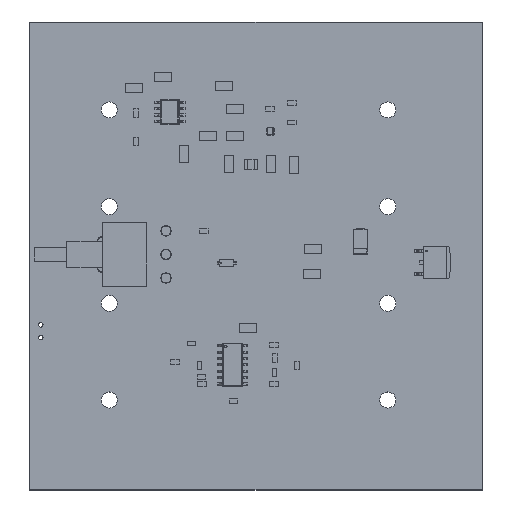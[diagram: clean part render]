
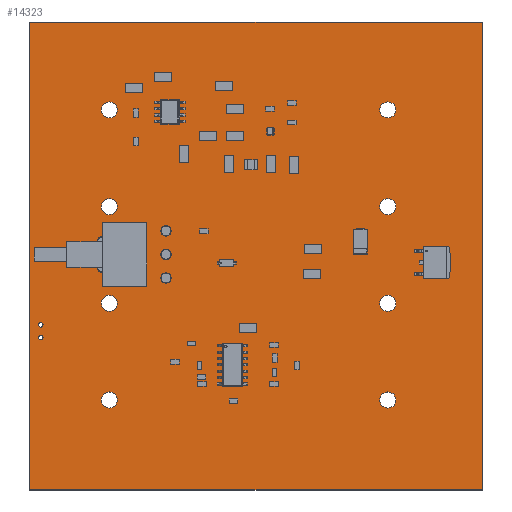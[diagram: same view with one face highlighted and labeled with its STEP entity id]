
A CAD part, top view. The second image highlights one B-rep face of the part: STEP entity #14323.
In plain terms, the highlighted planar face has unit normal (0, 0, 1).
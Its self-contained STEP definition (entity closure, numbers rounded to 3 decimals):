
#13654 = VERTEX_POINT('',#13655);
#13655 = CARTESIAN_POINT('',(0.,-90.373,0.));
#13661 = EDGE_CURVE('',#13654,#13662,#13664,.T.);
#13662 = VERTEX_POINT('',#13663);
#13663 = CARTESIAN_POINT('',(90.348,-90.373,0.));
#13664 = LINE('',#13665,#13666);
#13665 = CARTESIAN_POINT('',(0.,-90.373,0.));
#13666 = VECTOR('',#13667,1.);
#13667 = DIRECTION('',(1.,0.,0.));
#13692 = EDGE_CURVE('',#13662,#13693,#13695,.T.);
#13693 = VERTEX_POINT('',#13694);
#13694 = CARTESIAN_POINT('',(90.348,3.048,0.));
#13695 = LINE('',#13696,#13697);
#13696 = CARTESIAN_POINT('',(90.348,-90.373,0.));
#13697 = VECTOR('',#13698,1.);
#13698 = DIRECTION('',(0.,1.,0.));
#13723 = EDGE_CURVE('',#13693,#13724,#13726,.T.);
#13724 = VERTEX_POINT('',#13725);
#13725 = CARTESIAN_POINT('',(0.,3.048,0.));
#13726 = LINE('',#13727,#13728);
#13727 = CARTESIAN_POINT('',(90.348,3.048,0.));
#13728 = VECTOR('',#13729,1.);
#13729 = DIRECTION('',(-1.,0.,0.));
#13754 = EDGE_CURVE('',#13724,#13654,#13755,.T.);
#13755 = LINE('',#13756,#13757);
#13756 = CARTESIAN_POINT('',(0.,3.048,0.));
#13757 = VECTOR('',#13758,1.);
#13758 = DIRECTION('',(0.,-1.,0.));
#13778 = VERTEX_POINT('',#13779);
#13779 = CARTESIAN_POINT('',(2.66,-57.404,0.));
#13785 = EDGE_CURVE('',#13778,#13778,#13786,.T.);
#13786 = CIRCLE('',#13787,0.45);
#13787 = AXIS2_PLACEMENT_3D('',#13788,#13789,#13790);
#13788 = CARTESIAN_POINT('',(2.21,-57.404,0.));
#13789 = DIRECTION('',(0.,0.,1.));
#13790 = DIRECTION('',(1.,0.,0.));
#13811 = VERTEX_POINT('',#13812);
#13812 = CARTESIAN_POINT('',(17.491,-72.411,0.));
#13818 = EDGE_CURVE('',#13811,#13811,#13819,.T.);
#13819 = CIRCLE('',#13820,1.6);
#13820 = AXIS2_PLACEMENT_3D('',#13821,#13822,#13823);
#13821 = CARTESIAN_POINT('',(15.891,-72.411,0.));
#13822 = DIRECTION('',(0.,0.,1.));
#13823 = DIRECTION('',(1.,0.,0.));
#13844 = VERTEX_POINT('',#13845);
#13845 = CARTESIAN_POINT('',(2.66,-59.944,0.));
#13851 = EDGE_CURVE('',#13844,#13844,#13852,.T.);
#13852 = CIRCLE('',#13853,0.45);
#13853 = AXIS2_PLACEMENT_3D('',#13854,#13855,#13856);
#13854 = CARTESIAN_POINT('',(2.21,-59.944,0.));
#13855 = DIRECTION('',(0.,0.,1.));
#13856 = DIRECTION('',(1.,0.,0.));
#13877 = VERTEX_POINT('',#13878);
#13878 = CARTESIAN_POINT('',(15.553,-45.898,0.));
#13884 = EDGE_CURVE('',#13877,#13877,#13885,.T.);
#13885 = CIRCLE('',#13886,1.05);
#13886 = AXIS2_PLACEMENT_3D('',#13887,#13888,#13889);
#13887 = CARTESIAN_POINT('',(14.503,-45.898,0.));
#13888 = DIRECTION('',(0.,0.,1.));
#13889 = DIRECTION('',(1.,0.,0.));
#13910 = VERTEX_POINT('',#13911);
#13911 = CARTESIAN_POINT('',(15.553,-40.818,0.));
#13917 = EDGE_CURVE('',#13910,#13910,#13918,.T.);
#13918 = CIRCLE('',#13919,1.05);
#13919 = AXIS2_PLACEMENT_3D('',#13920,#13921,#13922);
#13920 = CARTESIAN_POINT('',(14.503,-40.818,0.));
#13921 = DIRECTION('',(0.,0.,1.));
#13922 = DIRECTION('',(1.,0.,0.));
#13943 = VERTEX_POINT('',#13944);
#13944 = CARTESIAN_POINT('',(17.491,-33.811,0.));
#13950 = EDGE_CURVE('',#13943,#13943,#13951,.T.);
#13951 = CIRCLE('',#13952,1.6);
#13952 = AXIS2_PLACEMENT_3D('',#13953,#13954,#13955);
#13953 = CARTESIAN_POINT('',(15.891,-33.811,0.));
#13954 = DIRECTION('',(0.,0.,1.));
#13955 = DIRECTION('',(1.,0.,0.));
#13976 = VERTEX_POINT('',#13977);
#13977 = CARTESIAN_POINT('',(17.491,-14.511,0.));
#13983 = EDGE_CURVE('',#13976,#13976,#13984,.T.);
#13984 = CIRCLE('',#13985,1.6);
#13985 = AXIS2_PLACEMENT_3D('',#13986,#13987,#13988);
#13986 = CARTESIAN_POINT('',(15.891,-14.511,0.));
#13987 = DIRECTION('',(0.,0.,1.));
#13988 = DIRECTION('',(1.,0.,0.));
#14009 = VERTEX_POINT('',#14010);
#14010 = CARTESIAN_POINT('',(17.491,-53.111,0.));
#14016 = EDGE_CURVE('',#14009,#14009,#14017,.T.);
#14017 = CIRCLE('',#14018,1.6);
#14018 = AXIS2_PLACEMENT_3D('',#14019,#14020,#14021);
#14019 = CARTESIAN_POINT('',(15.891,-53.111,0.));
#14020 = DIRECTION('',(0.,0.,1.));
#14021 = DIRECTION('',(1.,0.,0.));
#14042 = VERTEX_POINT('',#14043);
#14043 = CARTESIAN_POINT('',(28.253,-48.058,0.));
#14049 = EDGE_CURVE('',#14042,#14042,#14050,.T.);
#14050 = CIRCLE('',#14051,1.05);
#14051 = AXIS2_PLACEMENT_3D('',#14052,#14053,#14054);
#14052 = CARTESIAN_POINT('',(27.203,-48.058,0.));
#14053 = DIRECTION('',(0.,0.,1.));
#14054 = DIRECTION('',(1.,0.,0.));
#14075 = VERTEX_POINT('',#14076);
#14076 = CARTESIAN_POINT('',(73.101,-72.411,0.));
#14082 = EDGE_CURVE('',#14075,#14075,#14083,.T.);
#14083 = CIRCLE('',#14084,1.6);
#14084 = AXIS2_PLACEMENT_3D('',#14085,#14086,#14087);
#14085 = CARTESIAN_POINT('',(71.501,-72.411,0.));
#14086 = DIRECTION('',(0.,0.,1.));
#14087 = DIRECTION('',(1.,0.,0.));
#14108 = VERTEX_POINT('',#14109);
#14109 = CARTESIAN_POINT('',(73.101,-53.111,0.));
#14115 = EDGE_CURVE('',#14108,#14108,#14116,.T.);
#14116 = CIRCLE('',#14117,1.6);
#14117 = AXIS2_PLACEMENT_3D('',#14118,#14119,#14120);
#14118 = CARTESIAN_POINT('',(71.501,-53.111,0.));
#14119 = DIRECTION('',(0.,0.,1.));
#14120 = DIRECTION('',(1.,0.,0.));
#14141 = VERTEX_POINT('',#14142);
#14142 = CARTESIAN_POINT('',(28.253,-43.358,0.));
#14148 = EDGE_CURVE('',#14141,#14141,#14149,.T.);
#14149 = CIRCLE('',#14150,1.05);
#14150 = AXIS2_PLACEMENT_3D('',#14151,#14152,#14153);
#14151 = CARTESIAN_POINT('',(27.203,-43.358,0.));
#14152 = DIRECTION('',(0.,0.,1.));
#14153 = DIRECTION('',(1.,0.,0.));
#14174 = VERTEX_POINT('',#14175);
#14175 = CARTESIAN_POINT('',(28.253,-38.658,0.));
#14181 = EDGE_CURVE('',#14174,#14174,#14182,.T.);
#14182 = CIRCLE('',#14183,1.05);
#14183 = AXIS2_PLACEMENT_3D('',#14184,#14185,#14186);
#14184 = CARTESIAN_POINT('',(27.203,-38.658,0.));
#14185 = DIRECTION('',(0.,0.,1.));
#14186 = DIRECTION('',(1.,0.,0.));
#14207 = VERTEX_POINT('',#14208);
#14208 = CARTESIAN_POINT('',(73.101,-33.811,0.));
#14214 = EDGE_CURVE('',#14207,#14207,#14215,.T.);
#14215 = CIRCLE('',#14216,1.6);
#14216 = AXIS2_PLACEMENT_3D('',#14217,#14218,#14219);
#14217 = CARTESIAN_POINT('',(71.501,-33.811,0.));
#14218 = DIRECTION('',(0.,0.,1.));
#14219 = DIRECTION('',(1.,0.,0.));
#14240 = VERTEX_POINT('',#14241);
#14241 = CARTESIAN_POINT('',(73.101,-14.511,0.));
#14247 = EDGE_CURVE('',#14240,#14240,#14248,.T.);
#14248 = CIRCLE('',#14249,1.6);
#14249 = AXIS2_PLACEMENT_3D('',#14250,#14251,#14252);
#14250 = CARTESIAN_POINT('',(71.501,-14.511,0.));
#14251 = DIRECTION('',(0.,0.,1.));
#14252 = DIRECTION('',(1.,0.,0.));
#14323 = ADVANCED_FACE('',(#14324,#14330,#14333,#14336,#14339,#14342,
    #14345,#14348,#14351,#14354,#14357,#14360,#14363,#14366,#14369,
    #14372),#14375,.F.);
#14324 = FACE_BOUND('',#14325,.T.);
#14325 = EDGE_LOOP('',(#14326,#14327,#14328,#14329));
#14326 = ORIENTED_EDGE('',*,*,#13661,.T.);
#14327 = ORIENTED_EDGE('',*,*,#13692,.T.);
#14328 = ORIENTED_EDGE('',*,*,#13723,.T.);
#14329 = ORIENTED_EDGE('',*,*,#13754,.T.);
#14330 = FACE_BOUND('',#14331,.F.);
#14331 = EDGE_LOOP('',(#14332));
#14332 = ORIENTED_EDGE('',*,*,#13785,.T.);
#14333 = FACE_BOUND('',#14334,.F.);
#14334 = EDGE_LOOP('',(#14335));
#14335 = ORIENTED_EDGE('',*,*,#13818,.T.);
#14336 = FACE_BOUND('',#14337,.F.);
#14337 = EDGE_LOOP('',(#14338));
#14338 = ORIENTED_EDGE('',*,*,#13851,.T.);
#14339 = FACE_BOUND('',#14340,.F.);
#14340 = EDGE_LOOP('',(#14341));
#14341 = ORIENTED_EDGE('',*,*,#13884,.T.);
#14342 = FACE_BOUND('',#14343,.F.);
#14343 = EDGE_LOOP('',(#14344));
#14344 = ORIENTED_EDGE('',*,*,#13917,.T.);
#14345 = FACE_BOUND('',#14346,.F.);
#14346 = EDGE_LOOP('',(#14347));
#14347 = ORIENTED_EDGE('',*,*,#13950,.T.);
#14348 = FACE_BOUND('',#14349,.F.);
#14349 = EDGE_LOOP('',(#14350));
#14350 = ORIENTED_EDGE('',*,*,#13983,.T.);
#14351 = FACE_BOUND('',#14352,.F.);
#14352 = EDGE_LOOP('',(#14353));
#14353 = ORIENTED_EDGE('',*,*,#14016,.T.);
#14354 = FACE_BOUND('',#14355,.F.);
#14355 = EDGE_LOOP('',(#14356));
#14356 = ORIENTED_EDGE('',*,*,#14049,.T.);
#14357 = FACE_BOUND('',#14358,.F.);
#14358 = EDGE_LOOP('',(#14359));
#14359 = ORIENTED_EDGE('',*,*,#14082,.T.);
#14360 = FACE_BOUND('',#14361,.F.);
#14361 = EDGE_LOOP('',(#14362));
#14362 = ORIENTED_EDGE('',*,*,#14115,.T.);
#14363 = FACE_BOUND('',#14364,.F.);
#14364 = EDGE_LOOP('',(#14365));
#14365 = ORIENTED_EDGE('',*,*,#14148,.T.);
#14366 = FACE_BOUND('',#14367,.F.);
#14367 = EDGE_LOOP('',(#14368));
#14368 = ORIENTED_EDGE('',*,*,#14181,.T.);
#14369 = FACE_BOUND('',#14370,.F.);
#14370 = EDGE_LOOP('',(#14371));
#14371 = ORIENTED_EDGE('',*,*,#14214,.T.);
#14372 = FACE_BOUND('',#14373,.F.);
#14373 = EDGE_LOOP('',(#14374));
#14374 = ORIENTED_EDGE('',*,*,#14247,.T.);
#14375 = PLANE('',#14376);
#14376 = AXIS2_PLACEMENT_3D('',#14377,#14378,#14379);
#14377 = CARTESIAN_POINT('',(0.,-90.373,0.));
#14378 = DIRECTION('',(0.,0.,-1.));
#14379 = DIRECTION('',(-1.,0.,0.));
